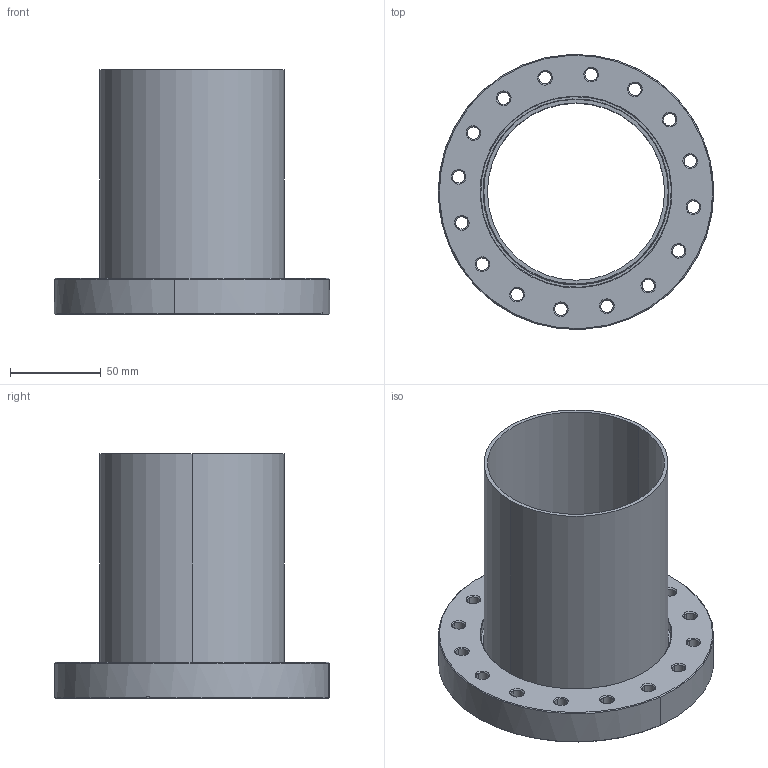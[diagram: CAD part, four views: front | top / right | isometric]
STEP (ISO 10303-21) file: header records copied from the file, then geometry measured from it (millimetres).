
FILE_DESCRIPTION (( 'STEP AP214' ), '1' );
FILE_NAME ('Hositrad_FO100-102RT-HalfNipple.STEP', '2017-05-08T10:07:28', ( 'Gebruiker' ), ( '' ), 'SwSTEP 2.0', 'SolidWorks 2017', '' );
FILE_SCHEMA (( 'AUTOMOTIVE_DESIGN' ));
Length unit declared in the file: millimetre
Products named in the file (5): NW100CF-RT-Weld; NW100CF-R-InnerWeld_CF100-102; NW100CF-RT-Outerring_CF100-102; FO-tubes-all_FO100-102; Hositrad_FO100-102RT-HalfNipple
Assembly tree (4 placements, depth 3):
  Hositrad_FO100-102RT-HalfNipple
    FO-tubes-all_FO100-102
    NW100CF-RT-Weld
      NW100CF-RT-Outerring_CF100-102
      NW100CF-R-InnerWeld_CF100-102
Bounding box: 151.6 x 151.46 x 134.9 mm (x, y, z)
Volume: 260771.2 mm3; surface area: 135888.3 mm2
Topology: 3 solids, 3 shells, 149 faces, 344 edges, 202 vertices
Faces by surface type: cone 86, cylinder 48, plane 15
Entity records: 4850 total; most frequent: DIRECTION 840, CARTESIAN_POINT 727, ORIENTED_EDGE 688, AXIS2_PLACEMENT_3D 347, EDGE_CURVE 344, VERTEX_POINT 202, CIRCLE 190, EDGE_LOOP 188
